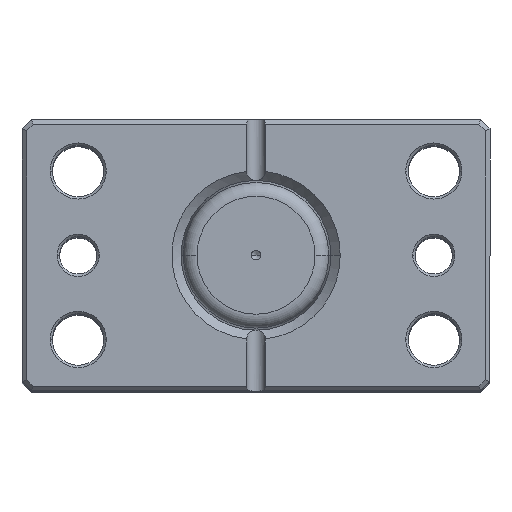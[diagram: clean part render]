
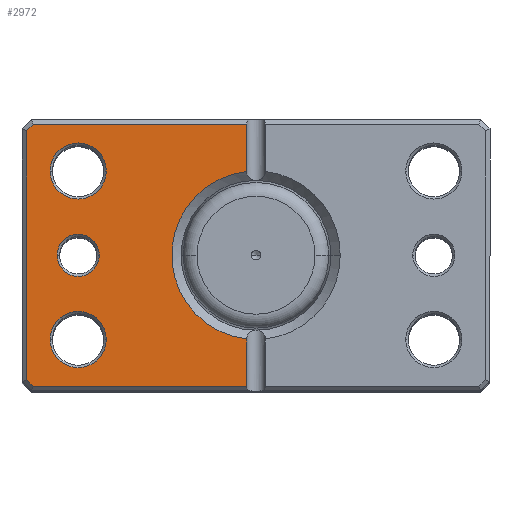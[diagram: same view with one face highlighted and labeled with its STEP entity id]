
A CAD part, top view. The second image highlights one B-rep face of the part: STEP entity #2972.
In plain terms, the highlighted face is planar.
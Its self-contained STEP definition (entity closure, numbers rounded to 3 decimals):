
#4 = CIRCLE ( 'NONE', #3071, 18. ) ;
#36 = EDGE_LOOP ( 'NONE', ( #1835, #1745 ) ) ;
#58 = CARTESIAN_POINT ( 'NONE',  ( 38., 18., 0. ) ) ;
#157 = ORIENTED_EDGE ( 'NONE', *, *, #4454, .T. ) ;
#162 = VERTEX_POINT ( 'NONE', #609 ) ;
#174 = AXIS2_PLACEMENT_3D ( 'NONE', #4008, #792, #4548 ) ;
#247 = CARTESIAN_POINT ( 'NONE',  ( 0., 28., 0. ) ) ;
#290 = CARTESIAN_POINT ( 'NONE',  ( 38., 0., 0. ) ) ;
#317 = ORIENTED_EDGE ( 'NONE', *, *, #2853, .T. ) ;
#379 = CARTESIAN_POINT ( 'NONE',  ( 0., 0., 0. ) ) ;
#387 = AXIS2_PLACEMENT_3D ( 'NONE', #290, #4036, #817 ) ;
#413 = CARTESIAN_POINT ( 'NONE',  ( 2., 28., 0. ) ) ;
#586 = VERTEX_POINT ( 'NONE', #1425 ) ;
#591 = DIRECTION ( 'NONE',  ( 1., 0., 0. ) ) ;
#609 = CARTESIAN_POINT ( 'NONE',  ( 2., -28., 0. ) ) ;
#623 = VERTEX_POINT ( 'NONE', #4671 ) ;
#729 = LINE ( 'NONE', #1385, #4848 ) ;
#745 = CARTESIAN_POINT ( 'NONE',  ( 49., 0., 0. ) ) ;
#792 = DIRECTION ( 'NONE',  ( 0., 0., 1. ) ) ;
#817 = DIRECTION ( 'NONE',  ( 1., 0., 0. ) ) ;
#835 = EDGE_CURVE ( 'NONE', #1576, #4028, #6670, .T. ) ;
#851 = DIRECTION ( 'NONE',  ( 0., 1., 0. ) ) ;
#867 = LINE ( 'NONE', #3895, #6395 ) ;
#869 = CARTESIAN_POINT ( 'NONE',  ( 47.586, -28., 0. ) ) ;
#880 = ORIENTED_EDGE ( 'NONE', *, *, #1065, .T. ) ;
#881 = DIRECTION ( 'NONE',  ( 0., 0., 1. ) ) ;
#906 = DIRECTION ( 'NONE',  ( 1., 0., 0. ) ) ;
#950 = CARTESIAN_POINT ( 'NONE',  ( 38., 18., 0. ) ) ;
#1009 = CARTESIAN_POINT ( 'NONE',  ( 2., 17.889, 0. ) ) ;
#1065 = EDGE_CURVE ( 'NONE', #6253, #4016, #2409, .T. ) ;
#1070 = CARTESIAN_POINT ( 'NONE',  ( 37.793, -37.793, 0. ) ) ;
#1170 = ORIENTED_EDGE ( 'NONE', *, *, #3415, .T. ) ;
#1229 = CARTESIAN_POINT ( 'NONE',  ( 38., -18., 0. ) ) ;
#1258 = EDGE_CURVE ( 'NONE', #6112, #2384, #4, .T. ) ;
#1283 = DIRECTION ( 'NONE',  ( 0., -1., 0. ) ) ;
#1310 = DIRECTION ( 'NONE',  ( 0., 0., 1. ) ) ;
#1385 = CARTESIAN_POINT ( 'NONE',  ( 2., 29., 0. ) ) ;
#1425 = CARTESIAN_POINT ( 'NONE',  ( 49., -26.586, 0. ) ) ;
#1487 = DIRECTION ( 'NONE',  ( 1., 0., 0. ) ) ;
#1551 = CIRCLE ( 'NONE', #174, 4.5 ) ;
#1576 = VERTEX_POINT ( 'NONE', #413 ) ;
#1622 = DIRECTION ( 'NONE',  ( -1., 0., 0. ) ) ;
#1745 = ORIENTED_EDGE ( 'NONE', *, *, #2109, .T. ) ;
#1781 = DIRECTION ( 'NONE',  ( 1., 0., 0. ) ) ;
#1795 = CARTESIAN_POINT ( 'NONE',  ( 49., 26.586, 0. ) ) ;
#1823 = FACE_BOUND ( 'NONE', #36, .T. ) ;
#1829 = VERTEX_POINT ( 'NONE', #4172 ) ;
#1835 = ORIENTED_EDGE ( 'NONE', *, *, #3296, .T. ) ;
#1934 = VECTOR ( 'NONE', #5910, 1000. ) ;
#1949 = CIRCLE ( 'NONE', #5199, 6. ) ;
#2109 = EDGE_CURVE ( 'NONE', #623, #3373, #3657, .T. ) ;
#2207 = VERTEX_POINT ( 'NONE', #869 ) ;
#2288 = ORIENTED_EDGE ( 'NONE', *, *, #2940, .T. ) ;
#2384 = VERTEX_POINT ( 'NONE', #1009 ) ;
#2409 = CIRCLE ( 'NONE', #6769, 6. ) ;
#2586 = AXIS2_PLACEMENT_3D ( 'NONE', #58, #3797, #591 ) ;
#2707 = LINE ( 'NONE', #4825, #5546 ) ;
#2839 = LINE ( 'NONE', #745, #5513 ) ;
#2853 = EDGE_CURVE ( 'NONE', #3751, #586, #2839, .T. ) ;
#2901 = DIRECTION ( 'NONE',  ( 0., 0., 1. ) ) ;
#2931 = DIRECTION ( 'NONE',  ( 0., 1., 0. ) ) ;
#2934 = EDGE_LOOP ( 'NONE', ( #880, #4472 ) ) ;
#2940 = EDGE_CURVE ( 'NONE', #2384, #1576, #729, .T. ) ;
#2972 = ADVANCED_FACE ( 'NONE', ( #1823, #5952, #3251, #4509 ), #6766, .F. ) ;
#3025 = CARTESIAN_POINT ( 'NONE',  ( 33.5, 0., 0. ) ) ;
#3071 = AXIS2_PLACEMENT_3D ( 'NONE', #6103, #2901, #6633 ) ;
#3162 = EDGE_CURVE ( 'NONE', #4016, #6253, #4557, .T. ) ;
#3244 = CARTESIAN_POINT ( 'NONE',  ( 47.586, 28., 0. ) ) ;
#3251 = FACE_BOUND ( 'NONE', #4941, .T. ) ;
#3296 = EDGE_CURVE ( 'NONE', #3373, #623, #1551, .T. ) ;
#3353 = CARTESIAN_POINT ( 'NONE',  ( 2., -17.889, 0. ) ) ;
#3373 = VERTEX_POINT ( 'NONE', #3025 ) ;
#3389 = VERTEX_POINT ( 'NONE', #6246 ) ;
#3415 = EDGE_CURVE ( 'NONE', #3389, #1829, #1949, .T. ) ;
#3509 = EDGE_CURVE ( 'NONE', #2207, #162, #2707, .T. ) ;
#3657 = CIRCLE ( 'NONE', #387, 4.5 ) ;
#3687 = ORIENTED_EDGE ( 'NONE', *, *, #5393, .T. ) ;
#3751 = VERTEX_POINT ( 'NONE', #1795 ) ;
#3797 = DIRECTION ( 'NONE',  ( 0., 0., 1. ) ) ;
#3844 = VECTOR ( 'NONE', #5574, 1000. ) ;
#3895 = CARTESIAN_POINT ( 'NONE',  ( 2., 29., 0. ) ) ;
#3940 = EDGE_CURVE ( 'NONE', #4028, #3751, #4631, .T. ) ;
#4008 = CARTESIAN_POINT ( 'NONE',  ( 38., 0., 0. ) ) ;
#4016 = VERTEX_POINT ( 'NONE', #4822 ) ;
#4028 = VERTEX_POINT ( 'NONE', #3244 ) ;
#4036 = DIRECTION ( 'NONE',  ( 0., 0., 1. ) ) ;
#4080 = ORIENTED_EDGE ( 'NONE', *, *, #1258, .T. ) ;
#4172 = CARTESIAN_POINT ( 'NONE',  ( 44., 18., 0. ) ) ;
#4231 = DIRECTION ( 'NONE',  ( 0.707, -0.707, 0. ) ) ;
#4454 = EDGE_CURVE ( 'NONE', #1829, #3389, #6466, .T. ) ;
#4472 = ORIENTED_EDGE ( 'NONE', *, *, #3162, .T. ) ;
#4509 = FACE_OUTER_BOUND ( 'NONE', #4950, .T. ) ;
#4532 = CARTESIAN_POINT ( 'NONE',  ( 38., -18., 0. ) ) ;
#4548 = DIRECTION ( 'NONE',  ( 1., 0., 0. ) ) ;
#4557 = CIRCLE ( 'NONE', #4612, 6. ) ;
#4612 = AXIS2_PLACEMENT_3D ( 'NONE', #1229, #4986, #1781 ) ;
#4631 = LINE ( 'NONE', #4762, #5903 ) ;
#4671 = CARTESIAN_POINT ( 'NONE',  ( 42.5, 0., 0. ) ) ;
#4696 = DIRECTION ( 'NONE',  ( 0., 0., 1. ) ) ;
#4762 = CARTESIAN_POINT ( 'NONE',  ( 37.793, 37.793, 0. ) ) ;
#4822 = CARTESIAN_POINT ( 'NONE',  ( 44., -18., 0. ) ) ;
#4825 = CARTESIAN_POINT ( 'NONE',  ( 0., -28., 0. ) ) ;
#4848 = VECTOR ( 'NONE', #851, 1000. ) ;
#4870 = ORIENTED_EDGE ( 'NONE', *, *, #3940, .T. ) ;
#4941 = EDGE_LOOP ( 'NONE', ( #1170, #157 ) ) ;
#4950 = EDGE_LOOP ( 'NONE', ( #3687, #4080, #2288, #5042, #4870, #317, #6189, #6935 ) ) ;
#4986 = DIRECTION ( 'NONE',  ( 0., 0., 1. ) ) ;
#5042 = ORIENTED_EDGE ( 'NONE', *, *, #835, .T. ) ;
#5067 = DIRECTION ( 'NONE',  ( 1., 0., 0. ) ) ;
#5199 = AXIS2_PLACEMENT_3D ( 'NONE', #950, #4696, #1487 ) ;
#5393 = EDGE_CURVE ( 'NONE', #162, #6112, #867, .T. ) ;
#5513 = VECTOR ( 'NONE', #1283, 1000. ) ;
#5546 = VECTOR ( 'NONE', #1622, 1000. ) ;
#5574 = DIRECTION ( 'NONE',  ( 1., 0., 0. ) ) ;
#5794 = CARTESIAN_POINT ( 'NONE',  ( 32., -18., 0. ) ) ;
#5903 = VECTOR ( 'NONE', #4231, 1000. ) ;
#5910 = DIRECTION ( 'NONE',  ( -0.707, -0.707, 0. ) ) ;
#5952 = FACE_BOUND ( 'NONE', #2934, .T. ) ;
#6103 = CARTESIAN_POINT ( 'NONE',  ( 0., 0., 0. ) ) ;
#6112 = VERTEX_POINT ( 'NONE', #3353 ) ;
#6189 = ORIENTED_EDGE ( 'NONE', *, *, #6309, .T. ) ;
#6246 = CARTESIAN_POINT ( 'NONE',  ( 32., 18., 0. ) ) ;
#6253 = VERTEX_POINT ( 'NONE', #5794 ) ;
#6309 = EDGE_CURVE ( 'NONE', #586, #2207, #6384, .T. ) ;
#6384 = LINE ( 'NONE', #1070, #1934 ) ;
#6395 = VECTOR ( 'NONE', #2931, 1000. ) ;
#6466 = CIRCLE ( 'NONE', #2586, 6. ) ;
#6538 = AXIS2_PLACEMENT_3D ( 'NONE', #379, #881, #906 ) ;
#6633 = DIRECTION ( 'NONE',  ( 1., 0., 0. ) ) ;
#6670 = LINE ( 'NONE', #247, #3844 ) ;
#6766 = PLANE ( 'NONE',  #6538 ) ;
#6769 = AXIS2_PLACEMENT_3D ( 'NONE', #4532, #1310, #5067 ) ;
#6935 = ORIENTED_EDGE ( 'NONE', *, *, #3509, .T. ) ;
